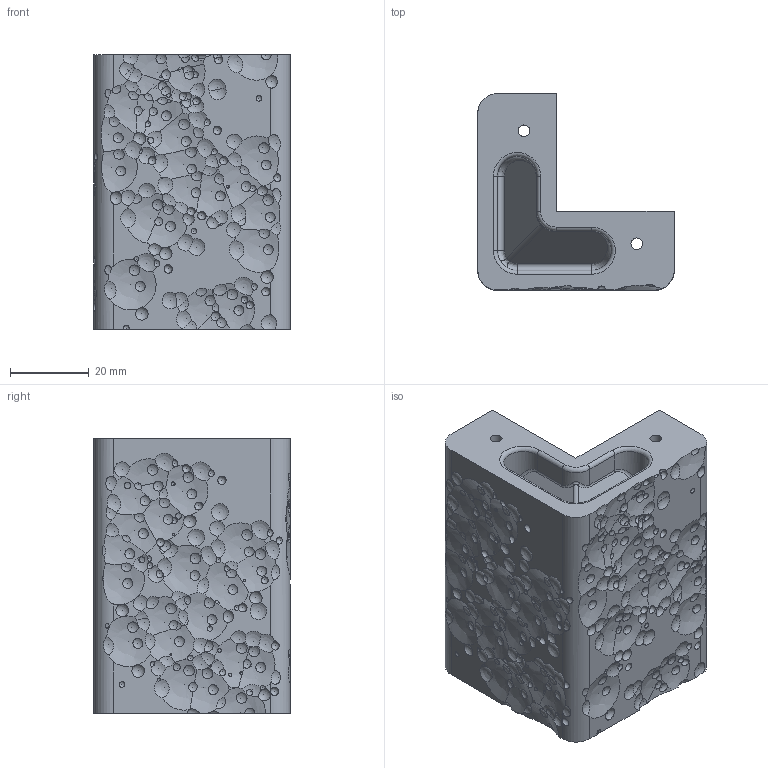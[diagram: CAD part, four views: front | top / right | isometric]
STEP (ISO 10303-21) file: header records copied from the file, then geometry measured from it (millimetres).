
FILE_DESCRIPTION(/* description */ ('STEP AP242','CAx-IF Rec.Pracs.---Representation and Presentation of Product Manufacturing Information (PMI)---4.0---2014-10-13','CAx-IF Rec.Pracs.---3D Tessellated Geometry---0.4---2014-09-14','2;1'),/* implementation_level */ '2;1');
FILE_NAME(/* name */ 'bottom electronics parts - base standoff',/* time_stamp */ '2025-04-20T16:30:36Z',/* author */ (''),/* organization */ (''),/* preprocessor_version */ 'ST-DEVELOPER v20',/* originating_system */ 'ONSHAPE BY PTC INC, 1.196',/* authorisation */ ' ');
FILE_SCHEMA (('AP242_MANAGED_MODEL_BASED_3D_ENGINEERING_MIM_LF { 1 0 10303 442 1 1 4 }'));
Length unit declared in the file: metre
Products named in the file (1): base standoff
Bounding box: 50 x 50 x 70 mm (x, y, z)
Volume: 44895.9 mm3; surface area: 23671.7 mm2
Topology: 1 solids, 1 shells, 670 faces, 2669 edges, 1791 vertices
Faces by surface type: sphere 351, plane 225, cylinder 52, bspline 32, torus 9, cone 1
Full cylindrical faces by diameter (mm): 3 x2, 4 x1, 6 x4
Entity records: 21683 total; most frequent: CARTESIAN_POINT 4375, DIRECTION 3959, ORIENTED_EDGE 3486, EDGE_CURVE 1743, AXIS2_PLACEMENT_3D 1684, VERTEX_POINT 1180, CIRCLE 1022, EDGE_LOOP 783
